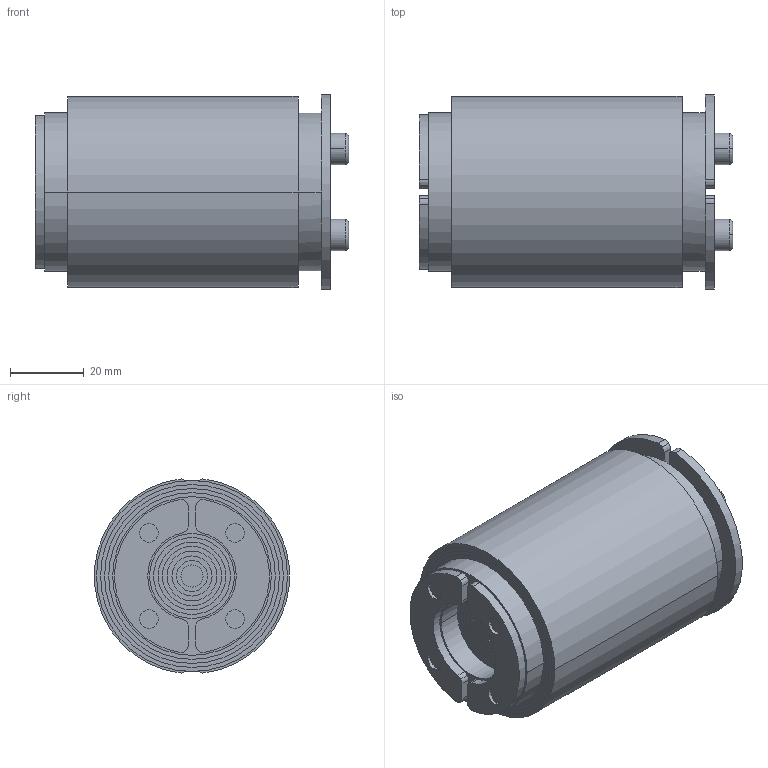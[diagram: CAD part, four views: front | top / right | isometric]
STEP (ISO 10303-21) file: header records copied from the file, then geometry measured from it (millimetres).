
FILE_DESCRIPTION((''),'2;1');
FILE_NAME('RS 43 OMD.stp','2003-12-29T10:23:28',('petor'),(''),'Autodesk Inventor 7','Autodesk Inventor 7','');
FILE_SCHEMA(('AUTOMOTIVE_DESIGN { 1 0 10303 214 1 1 1 1 }'));
Length unit declared in the file: millimetre
Products named in the file (1): RS 43 OMD
Bounding box: 85 x 52.81 x 52.63 mm (x, y, z)
Volume: 151981.2 mm3; surface area: 20485.4 mm2
Topology: 1 solids, 1 shells, 190 faces, 444 edges, 294 vertices
Faces by surface type: cylinder 106, plane 76, torus 8
Entity records: 5561 total; most frequent: DIRECTION 1064, CARTESIAN_POINT 929, ORIENTED_EDGE 888, EDGE_CURVE 444, AXIS2_PLACEMENT_3D 429, VERTEX_POINT 294, CIRCLE 238, EDGE_LOOP 228
